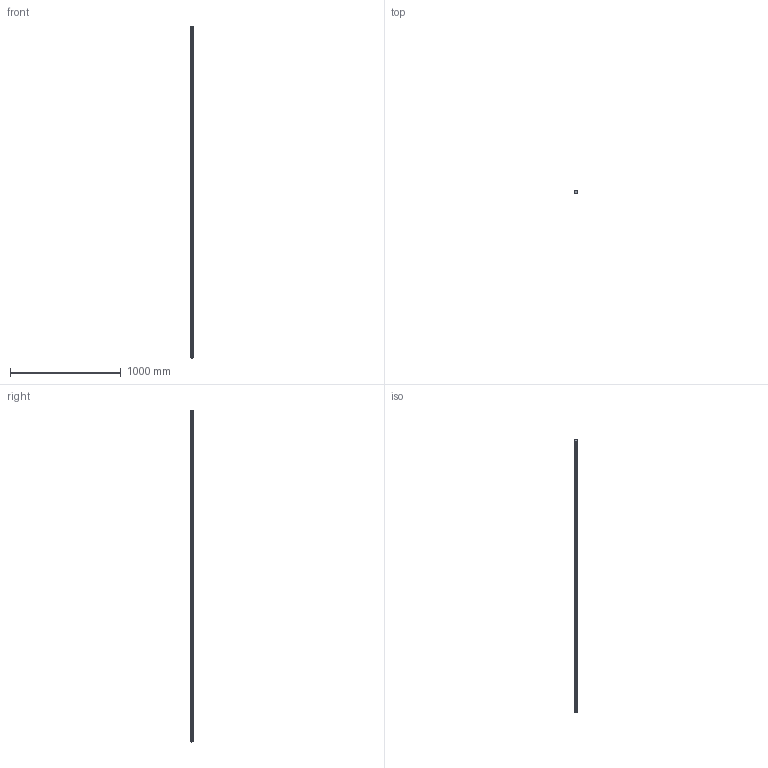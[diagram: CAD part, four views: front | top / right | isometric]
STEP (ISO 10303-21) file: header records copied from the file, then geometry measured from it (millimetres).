
FILE_DESCRIPTION (( 'STEP AP203' ), '1' );
FILE_NAME ('6110.step', '2015-09-17T15:49:39', ( '' ), ( '' ), 'SwSTEP 2.0', 'SolidWorks 2015', '' );
FILE_SCHEMA (( 'CONFIG_CONTROL_DESIGN' ));
Length unit declared in the file: millimetre
Products named in the file (1): 6110
Bounding box: 30 x 30 x 3000 mm (x, y, z)
Volume: 2062589.7 mm3; surface area: 281531 mm2
Topology: 1 solids, 1 shells, 266 faces, 759 edges, 506 vertices
Faces by surface type: cylinder 139, plane 79, bspline 48
Entity records: 11158 total; most frequent: CARTESIAN_POINT 4188, ORIENTED_EDGE 1518, DIRECTION 1379, EDGE_CURVE 759, VERTEX_POINT 506, AXIS2_PLACEMENT_3D 497, VECTOR 385, LINE 385
